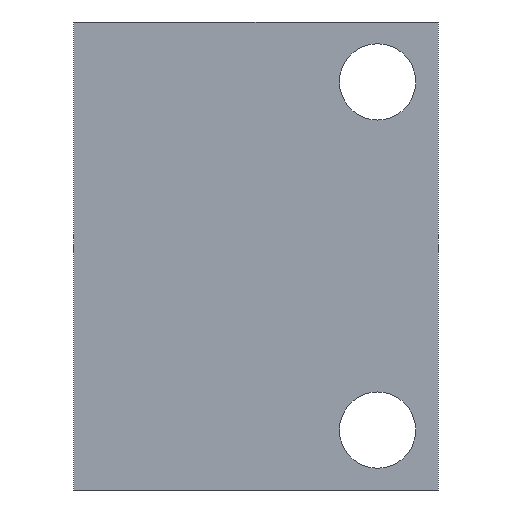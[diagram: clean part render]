
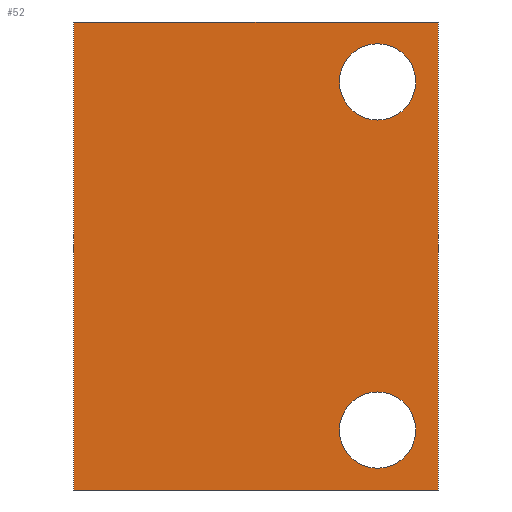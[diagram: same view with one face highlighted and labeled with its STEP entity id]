
A CAD part, front view. The second image highlights one B-rep face of the part: STEP entity #52.
In plain terms, the highlighted planar face has unit normal (0, -1, 0).
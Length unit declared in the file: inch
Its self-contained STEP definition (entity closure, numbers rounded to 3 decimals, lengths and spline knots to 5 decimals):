
#11 = LINE ( 'NONE', #191, #95 ) ;
#12 = VERTEX_POINT ( 'NONE', #232 ) ;
#13 = ORIENTED_EDGE ( 'NONE', *, *, #56, .T. ) ;
#14 = CARTESIAN_POINT ( 'NONE',  ( 0.207, 0., -0.2315 ) ) ;
#17 = FACE_BOUND ( 'NONE', #93, .T. ) ;
#28 = DIRECTION ( 'NONE',  ( 0., 1., 0. ) ) ;
#34 = DIRECTION ( 'NONE',  ( 1., 0., 0. ) ) ;
#41 = CIRCLE ( 'NONE', #324, 0.065 ) ;
#44 = LINE ( 'NONE', #46, #51 ) ;
#46 = CARTESIAN_POINT ( 'NONE',  ( 0.31, 0., 0.3985 ) ) ;
#51 = VECTOR ( 'NONE', #75, 39.37008 ) ;
#52 = ADVANCED_FACE ( 'NONE', ( #119, #302, #17 ), #120, .T. ) ;
#56 = EDGE_CURVE ( 'NONE', #296, #87, #254, .T. ) ;
#60 = CARTESIAN_POINT ( 'NONE',  ( 0.31, 0., 0.3985 ) ) ;
#64 = CARTESIAN_POINT ( 'NONE',  ( 0.31, 0., -0.3985 ) ) ;
#66 = VERTEX_POINT ( 'NONE', #335 ) ;
#75 = DIRECTION ( 'NONE',  ( 0., 0., -1. ) ) ;
#78 = CARTESIAN_POINT ( 'NONE',  ( -0.31, 0., -0.3985 ) ) ;
#87 = VERTEX_POINT ( 'NONE', #14 ) ;
#93 = EDGE_LOOP ( 'NONE', ( #275, #190 ) ) ;
#95 = VECTOR ( 'NONE', #34, 39.37008 ) ;
#98 = EDGE_CURVE ( 'NONE', #245, #251, #44, .T. ) ;
#101 = ORIENTED_EDGE ( 'NONE', *, *, #98, .F. ) ;
#102 = CARTESIAN_POINT ( 'NONE',  ( 0.207, 0., -0.2965 ) ) ;
#112 = CARTESIAN_POINT ( 'NONE',  ( 0.207, 0., 0.2965 ) ) ;
#116 = EDGE_LOOP ( 'NONE', ( #13, #292 ) ) ;
#119 = FACE_BOUND ( 'NONE', #116, .T. ) ;
#120 = PLANE ( 'NONE',  #201 ) ;
#122 = VERTEX_POINT ( 'NONE', #288 ) ;
#126 = CIRCLE ( 'NONE', #129, 0.065 ) ;
#129 = AXIS2_PLACEMENT_3D ( 'NONE', #102, #28, #240 ) ;
#133 = VECTOR ( 'NONE', #248, 39.37008 ) ;
#137 = VERTEX_POINT ( 'NONE', #78 ) ;
#158 = AXIS2_PLACEMENT_3D ( 'NONE', #187, #266, #222 ) ;
#164 = DIRECTION ( 'NONE',  ( -1., 0., 0. ) ) ;
#165 = ORIENTED_EDGE ( 'NONE', *, *, #276, .F. ) ;
#172 = DIRECTION ( 'NONE',  ( 0., 0., -1. ) ) ;
#187 = CARTESIAN_POINT ( 'NONE',  ( 0.207, 0., 0.2965 ) ) ;
#188 = ORIENTED_EDGE ( 'NONE', *, *, #283, .F. ) ;
#190 = ORIENTED_EDGE ( 'NONE', *, *, #231, .T. ) ;
#191 = CARTESIAN_POINT ( 'NONE',  ( -0.31, 0., 0.3985 ) ) ;
#194 = EDGE_CURVE ( 'NONE', #87, #296, #126, .T. ) ;
#201 = AXIS2_PLACEMENT_3D ( 'NONE', #307, #304, #172 ) ;
#204 = DIRECTION ( 'NONE',  ( 0., 1., 0. ) ) ;
#215 = LINE ( 'NONE', #321, #133 ) ;
#222 = DIRECTION ( 'NONE',  ( 0., 0., 1. ) ) ;
#225 = CARTESIAN_POINT ( 'NONE',  ( 0.207, 0., -0.3615 ) ) ;
#229 = CARTESIAN_POINT ( 'NONE',  ( 0.207, 0., -0.2965 ) ) ;
#231 = EDGE_CURVE ( 'NONE', #122, #66, #41, .T. ) ;
#232 = CARTESIAN_POINT ( 'NONE',  ( -0.31, 0., 0.3985 ) ) ;
#240 = DIRECTION ( 'NONE',  ( 0., 0., 1. ) ) ;
#242 = LINE ( 'NONE', #319, #261 ) ;
#245 = VERTEX_POINT ( 'NONE', #60 ) ;
#248 = DIRECTION ( 'NONE',  ( 0., 0., 1. ) ) ;
#251 = VERTEX_POINT ( 'NONE', #64 ) ;
#254 = CIRCLE ( 'NONE', #297, 0.065 ) ;
#261 = VECTOR ( 'NONE', #164, 39.37008 ) ;
#266 = DIRECTION ( 'NONE',  ( 0., 1., 0. ) ) ;
#267 = ORIENTED_EDGE ( 'NONE', *, *, #315, .F. ) ;
#275 = ORIENTED_EDGE ( 'NONE', *, *, #287, .T. ) ;
#276 = EDGE_CURVE ( 'NONE', #137, #12, #215, .T. ) ;
#283 = EDGE_CURVE ( 'NONE', #251, #137, #242, .T. ) ;
#287 = EDGE_CURVE ( 'NONE', #66, #122, #308, .T. ) ;
#288 = CARTESIAN_POINT ( 'NONE',  ( 0.207, 0., 0.3615 ) ) ;
#292 = ORIENTED_EDGE ( 'NONE', *, *, #194, .T. ) ;
#293 = DIRECTION ( 'NONE',  ( 0., 1., 0. ) ) ;
#295 = DIRECTION ( 'NONE',  ( 0., 0., 1. ) ) ;
#296 = VERTEX_POINT ( 'NONE', #225 ) ;
#297 = AXIS2_PLACEMENT_3D ( 'NONE', #229, #204, #310 ) ;
#301 = EDGE_LOOP ( 'NONE', ( #101, #267, #165, #188 ) ) ;
#302 = FACE_OUTER_BOUND ( 'NONE', #301, .T. ) ;
#304 = DIRECTION ( 'NONE',  ( 0., -1., 0. ) ) ;
#307 = CARTESIAN_POINT ( 'NONE',  ( 0., 0., 0. ) ) ;
#308 = CIRCLE ( 'NONE', #158, 0.065 ) ;
#310 = DIRECTION ( 'NONE',  ( 0., 0., 1. ) ) ;
#315 = EDGE_CURVE ( 'NONE', #12, #245, #11, .T. ) ;
#319 = CARTESIAN_POINT ( 'NONE',  ( -0.31, 0., -0.3985 ) ) ;
#321 = CARTESIAN_POINT ( 'NONE',  ( -0.31, 0., 0.3985 ) ) ;
#324 = AXIS2_PLACEMENT_3D ( 'NONE', #112, #293, #295 ) ;
#335 = CARTESIAN_POINT ( 'NONE',  ( 0.207, 0., 0.2315 ) ) ;
